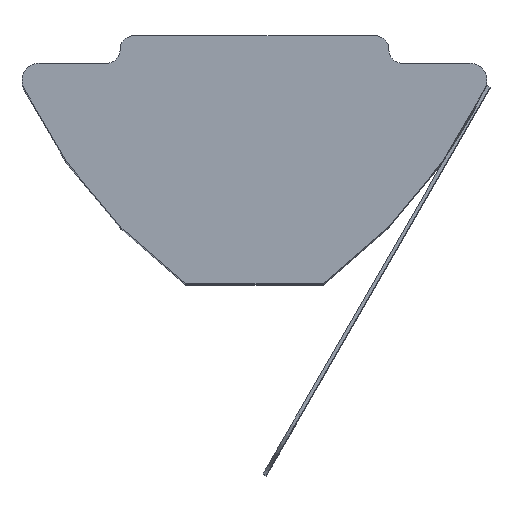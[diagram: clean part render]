
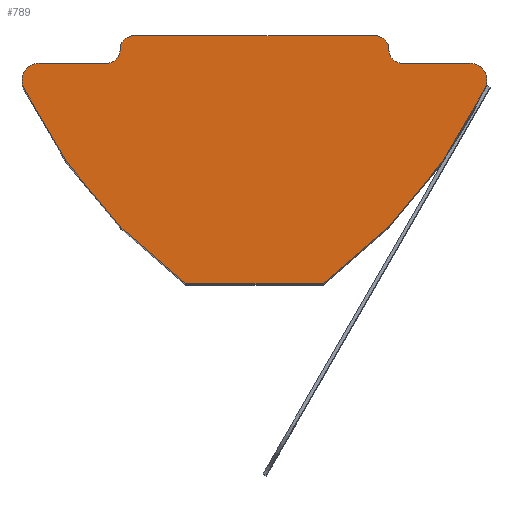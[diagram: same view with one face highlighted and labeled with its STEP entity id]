
A CAD part, top view. The second image highlights one B-rep face of the part: STEP entity #789.
In plain terms, the highlighted planar face has unit normal (0, 0, 1).
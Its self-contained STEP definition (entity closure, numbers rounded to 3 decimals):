
#126=CARTESIAN_POINT('',(6.25,-0.8,11.0));
#127=VERTEX_POINT('',#126);
#134=CARTESIAN_POINT('',(6.702,-1.514,11.0));
#135=VERTEX_POINT('',#134);
#136=CARTESIAN_POINT('',(6.25,-1.3,11.0));
#137=DIRECTION('',(0.0,0.0,1.0));
#138=DIRECTION('',(-1.0,0.0,0.0));
#139=AXIS2_PLACEMENT_3D('',#136,#137,#138);
#140=CIRCLE('',#139,0.5);
#141=EDGE_CURVE('',#135,#127,#140,.T.);
#217=CARTESIAN_POINT('',(-6.25,-0.8,11.0));
#218=VERTEX_POINT('',#217);
#219=CARTESIAN_POINT('',(-6.702,-1.514,11.0));
#220=VERTEX_POINT('',#219);
#221=CARTESIAN_POINT('',(-6.25,-1.3,11.0));
#222=DIRECTION('',(0.0,0.0,1.0));
#223=DIRECTION('',(1.0,0.0,0.0));
#224=AXIS2_PLACEMENT_3D('',#221,#222,#223);
#225=CIRCLE('',#224,0.5);
#226=EDGE_CURVE('',#218,#220,#225,.T.);
#259=CARTESIAN_POINT('',(-2.0,-7.2,11.0));
#260=VERTEX_POINT('',#259);
#268=CARTESIAN_POINT('',(2.0,-7.2,11.0));
#269=VERTEX_POINT('',#268);
#276=CARTESIAN_POINT('',(-2.0,-7.2,11.0));
#277=DIRECTION('',(1.0,0.0,0.0));
#278=VECTOR('',#277,4.0);
#279=LINE('',#276,#278);
#280=EDGE_CURVE('',#260,#269,#279,.T.);
#290=CARTESIAN_POINT('',(3.5,0.,11.0));
#291=VERTEX_POINT('',#290);
#292=CARTESIAN_POINT('',(-3.5,0.,11.0));
#293=VERTEX_POINT('',#292);
#294=CARTESIAN_POINT('',(3.5,0.,11.0));
#295=DIRECTION('',(-1.0,0.0,0.0));
#296=VECTOR('',#295,7.);
#297=LINE('',#294,#296);
#298=EDGE_CURVE('',#291,#293,#297,.T.);
#575=CARTESIAN_POINT('',(-4.3,-0.8,11.0));
#576=VERTEX_POINT('',#575);
#577=CARTESIAN_POINT('',(-4.3,-0.8,11.0));
#578=DIRECTION('',(-1.0,0.0,0.0));
#579=VECTOR('',#578,1.95);
#580=LINE('',#577,#579);
#581=EDGE_CURVE('',#576,#218,#580,.T.);
#616=CARTESIAN_POINT('',(6.854,4.908,11.0));
#617=DIRECTION('',(0.0,0.0,1.0));
#618=DIRECTION('',(1.0,0.0,0.0));
#619=AXIS2_PLACEMENT_3D('',#616,#617,#618);
#620=CIRCLE('',#619,15.0);
#621=EDGE_CURVE('',#220,#260,#620,.T.);
#674=CARTESIAN_POINT('',(-6.854,4.908,11.0));
#675=DIRECTION('',(0.0,0.0,1.0));
#676=DIRECTION('',(-1.0,0.0,0.0));
#677=AXIS2_PLACEMENT_3D('',#674,#675,#676);
#678=CIRCLE('',#677,15.0);
#679=EDGE_CURVE('',#269,#135,#678,.T.);
#724=CARTESIAN_POINT('',(4.3,-0.8,11.0));
#725=VERTEX_POINT('',#724);
#732=CARTESIAN_POINT('',(6.25,-0.8,11.0));
#733=DIRECTION('',(-1.0,0.0,0.0));
#734=VECTOR('',#733,1.95);
#735=LINE('',#732,#734);
#736=EDGE_CURVE('',#127,#725,#735,.T.);
#742=CARTESIAN_POINT('',(-6.25,-1.3,11.0));
#743=DIRECTION('',(0.0,0.0,1.0));
#744=DIRECTION('',(1.0,0.0,0.0));
#745=AXIS2_PLACEMENT_3D('',#742,#743,#744);
#746=PLANE('',#745);
#747=ORIENTED_EDGE('',*,*,#736,.T.);
#748=CARTESIAN_POINT('',(3.9,-0.4,11.0));
#749=VERTEX_POINT('',#748);
#750=CARTESIAN_POINT('',(4.3,-0.4,11.0));
#751=DIRECTION('',(0.0,0.0,-1.0));
#752=DIRECTION('',(1.0,0.0,0.0));
#753=AXIS2_PLACEMENT_3D('',#750,#751,#752);
#754=CIRCLE('',#753,0.4);
#755=EDGE_CURVE('',#725,#749,#754,.T.);
#756=ORIENTED_EDGE('',*,*,#755,.T.);
#757=CARTESIAN_POINT('',(3.5,-0.4,11.0));
#758=DIRECTION('',(0.0,0.0,1.0));
#759=DIRECTION('',(1.0,0.0,0.0));
#760=AXIS2_PLACEMENT_3D('',#757,#758,#759);
#761=CIRCLE('',#760,0.4);
#762=EDGE_CURVE('',#749,#291,#761,.T.);
#763=ORIENTED_EDGE('',*,*,#762,.T.);
#764=ORIENTED_EDGE('',*,*,#298,.T.);
#765=CARTESIAN_POINT('',(-3.9,-0.4,11.0));
#766=VERTEX_POINT('',#765);
#767=CARTESIAN_POINT('',(-3.5,-0.4,11.0));
#768=DIRECTION('',(0.0,0.0,1.0));
#769=DIRECTION('',(1.0,0.0,0.0));
#770=AXIS2_PLACEMENT_3D('',#767,#768,#769);
#771=CIRCLE('',#770,0.4);
#772=EDGE_CURVE('',#293,#766,#771,.T.);
#773=ORIENTED_EDGE('',*,*,#772,.T.);
#774=CARTESIAN_POINT('',(-4.3,-0.4,11.0));
#775=DIRECTION('',(0.0,0.0,-1.0));
#776=DIRECTION('',(1.0,0.0,0.0));
#777=AXIS2_PLACEMENT_3D('',#774,#775,#776);
#778=CIRCLE('',#777,0.4);
#779=EDGE_CURVE('',#766,#576,#778,.T.);
#780=ORIENTED_EDGE('',*,*,#779,.T.);
#781=ORIENTED_EDGE('',*,*,#581,.T.);
#782=ORIENTED_EDGE('',*,*,#226,.T.);
#783=ORIENTED_EDGE('',*,*,#621,.T.);
#784=ORIENTED_EDGE('',*,*,#280,.T.);
#785=ORIENTED_EDGE('',*,*,#679,.T.);
#786=ORIENTED_EDGE('',*,*,#141,.T.);
#787=EDGE_LOOP('',(#747,#756,#763,#764,#773,#780,#781,#782,#783,#784,#785,#786));
#788=FACE_OUTER_BOUND('',#787,.T.);
#789=ADVANCED_FACE('',(#788),#746,.T.);
